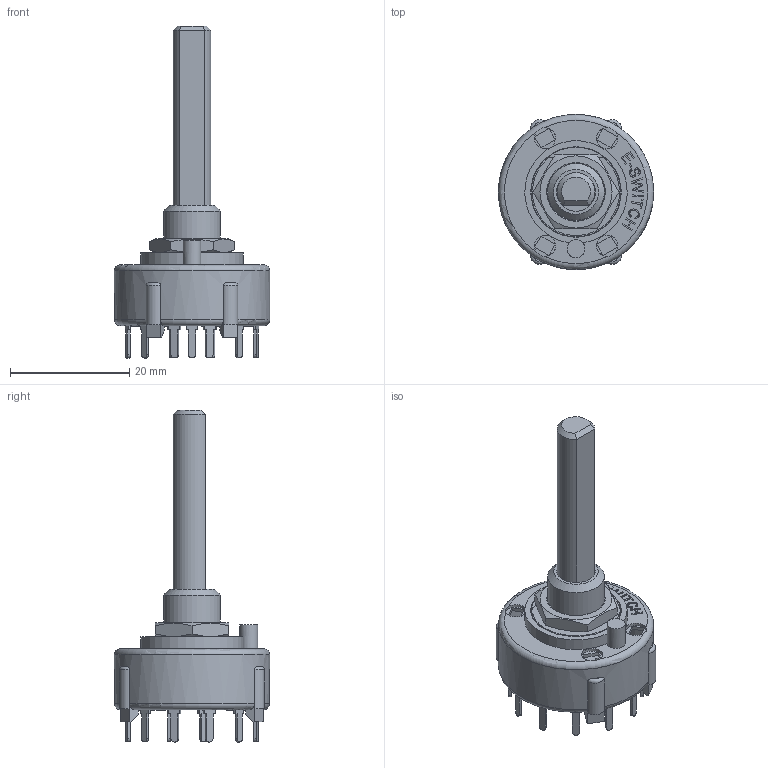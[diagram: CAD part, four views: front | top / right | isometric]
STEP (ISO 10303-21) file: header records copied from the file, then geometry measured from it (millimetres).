
FILE_DESCRIPTION(/* description */ (''),/* implementation_level */ '2;1');
FILE_NAME(/* name */ 'KC34A30.001xPx.stp',/* time_stamp */ '2025-01-15T13:29:59-06:00',/* author */ ('mwilliams'),/* organization */ (''),/* preprocessor_version */ 'ST-DEVELOPER v18.1',/* originating_system */ 'Autodesk Inventor 2022',/* authorisation */ '');
FILE_SCHEMA (('AUTOMOTIVE_DESIGN { 1 0 10303 214 3 1 1 }'));
Length unit declared in the file: inch
Products named in the file (1): G510459_Simplify_1
Bounding box: 26 x 26 x 55.6 mm (x, y, z)
Volume: 3748.1 mm3; surface area: 5404.9 mm2
Topology: 1 solids, 1 shells, 715 faces, 1963 edges, 1282 vertices
Faces by surface type: plane 501, bspline 156, cylinder 40, torus 13, cone 5
Full cylindrical faces by diameter (mm): 3 x1, 3.55 x4, 6.5 x1, 9.5 x1, 15 x1, 15.15 x1, 24 x1, 26 x1
Entity records: 23588 total; most frequent: CARTESIAN_POINT 6349, ORIENTED_EDGE 3926, DIRECTION 2859, EDGE_CURVE 1963, LINE 1483, VECTOR 1483, VERTEX_POINT 1282, EDGE_LOOP 805
